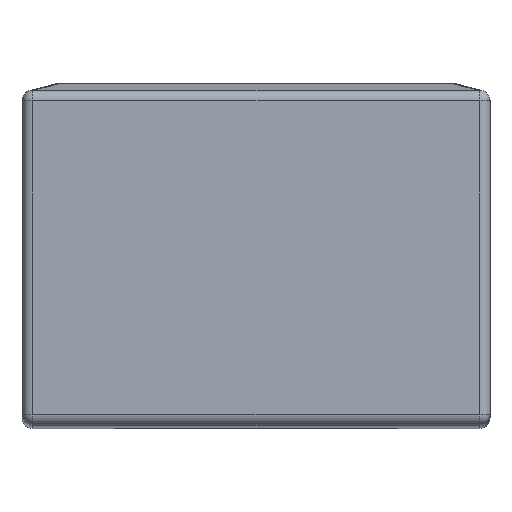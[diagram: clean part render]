
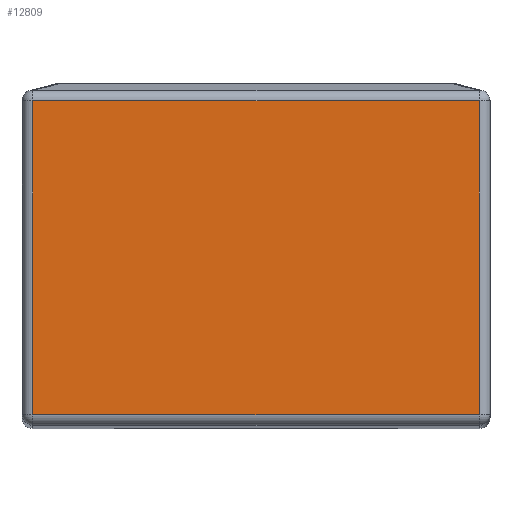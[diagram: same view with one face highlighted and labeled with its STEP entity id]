
A CAD part, top view. The second image highlights one B-rep face of the part: STEP entity #12809.
In plain terms, the highlighted planar face has unit normal (0, 0, 1).
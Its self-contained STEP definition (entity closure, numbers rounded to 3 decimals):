
#1180 = CARTESIAN_POINT ( 'NONE',  ( 6.2, 4.266, 52. ) ) ;
#1251 = CARTESIAN_POINT ( 'NONE',  ( -6.2, 4.266, 52. ) ) ;
#1708 = DIRECTION ( 'NONE',  ( 1., 0., 0. ) ) ;
#1916 = DIRECTION ( 'NONE',  ( 0., 0., -1. ) ) ;
#2070 = LINE ( 'NONE', #4300, #6097 ) ;
#3423 = ORIENTED_EDGE ( 'NONE', *, *, #6803, .T. ) ;
#3492 = EDGE_CURVE ( 'NONE', #8971, #9215, #6134, .T. ) ;
#3912 = CARTESIAN_POINT ( 'NONE',  ( 6.2, -4.45, 52. ) ) ;
#3925 = ORIENTED_EDGE ( 'NONE', *, *, #3492, .T. ) ;
#4060 = PLANE ( 'NONE',  #10140 ) ;
#4300 = CARTESIAN_POINT ( 'NONE',  ( -6.2, 0., 52. ) ) ;
#5062 = VECTOR ( 'NONE', #6411, 1000. ) ;
#5578 = DIRECTION ( 'NONE',  ( -1., 0., 0. ) ) ;
#5667 = EDGE_CURVE ( 'NONE', #9178, #12163, #2070, .T. ) ;
#6097 = VECTOR ( 'NONE', #8424, 1000. ) ;
#6134 = LINE ( 'NONE', #13755, #5062 ) ;
#6411 = DIRECTION ( 'NONE',  ( 0., 1., 0. ) ) ;
#6529 = EDGE_CURVE ( 'NONE', #9215, #9178, #6917, .T. ) ;
#6706 = VECTOR ( 'NONE', #5578, 1000. ) ;
#6803 = EDGE_CURVE ( 'NONE', #12163, #8971, #7042, .T. ) ;
#6917 = LINE ( 'NONE', #11267, #6706 ) ;
#7042 = LINE ( 'NONE', #11391, #12592 ) ;
#8424 = DIRECTION ( 'NONE',  ( 0., -1., 0. ) ) ;
#8971 = VERTEX_POINT ( 'NONE', #3912 ) ;
#9130 = ORIENTED_EDGE ( 'NONE', *, *, #5667, .T. ) ;
#9178 = VERTEX_POINT ( 'NONE', #1251 ) ;
#9215 = VERTEX_POINT ( 'NONE', #1180 ) ;
#9449 = ORIENTED_EDGE ( 'NONE', *, *, #6529, .T. ) ;
#9614 = CARTESIAN_POINT ( 'NONE',  ( 0., 0., 52. ) ) ;
#10140 = AXIS2_PLACEMENT_3D ( 'NONE', #9614, #1916, #11544 ) ;
#10545 = FACE_OUTER_BOUND ( 'NONE', #13145, .T. ) ;
#11267 = CARTESIAN_POINT ( 'NONE',  ( -6.5, 4.266, 52. ) ) ;
#11391 = CARTESIAN_POINT ( 'NONE',  ( 0., -4.45, 52. ) ) ;
#11544 = DIRECTION ( 'NONE',  ( -1., 0., 0. ) ) ;
#12163 = VERTEX_POINT ( 'NONE', #12854 ) ;
#12592 = VECTOR ( 'NONE', #1708, 1000. ) ;
#12809 = ADVANCED_FACE ( 'NONE', ( #10545 ), #4060, .F. ) ;
#12854 = CARTESIAN_POINT ( 'NONE',  ( -6.2, -4.45, 52. ) ) ;
#13145 = EDGE_LOOP ( 'NONE', ( #9130, #3423, #3925, #9449 ) ) ;
#13755 = CARTESIAN_POINT ( 'NONE',  ( 6.2, 0., 52. ) ) ;
